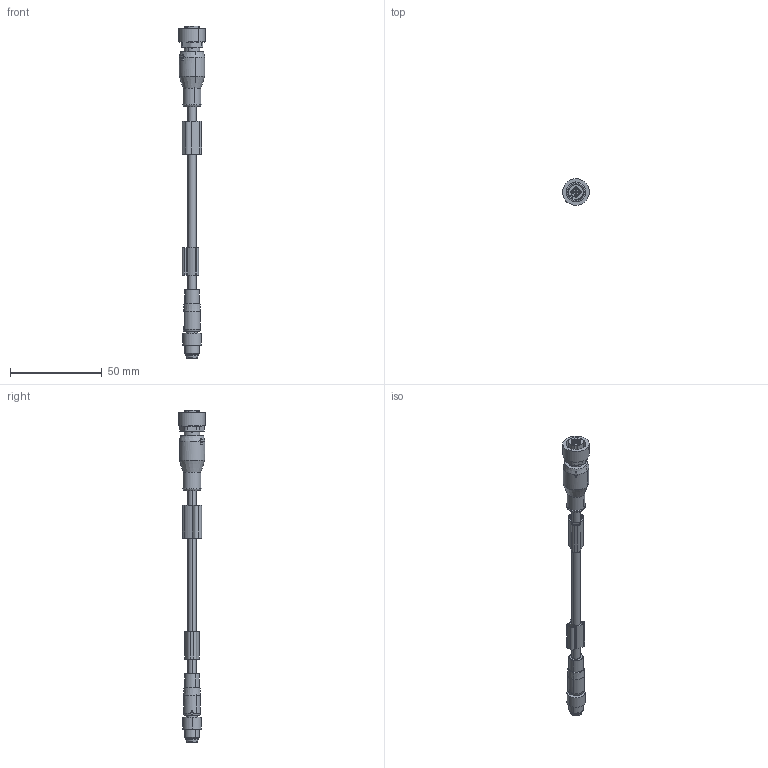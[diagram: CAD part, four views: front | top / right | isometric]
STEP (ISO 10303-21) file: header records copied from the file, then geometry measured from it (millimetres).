
FILE_DESCRIPTION(('CATIA V5 STEP Exchange','CAx-IF Rec.Pracs.--- Model Styling and Organization---1.5--- 2016-08-15','CAx-IF Rec.Pracs.---Supplemental Geometry---1.0---2011-11-01','CAx-IF Rec.Pracs.--- Composite Materials ---1.1---2010-07-15'),'2;1');
FILE_NAME ('151476-2_0', '2025-06-16T05:51:07+00:00', ('none'), ('Weidmueller'), 'CATIA Version 5-6 Release 2022 SP4 HF5', 'CATIA V5 STEP AP214 v3', 'none');
FILE_SCHEMA(('AUTOMOTIVE_DESIGN { 1 0 10303 214 1 1 1 1 }'));
Length unit declared in the file: millimetre
Products named in the file (1): 1937980000
Bounding box: 14.6 x 14.6 x 181.3 mm (x, y, z)
Volume: 9102.1 mm3; surface area: 8767.8 mm2
Topology: 1 solids, 20 shells, 551 faces, 1305 edges, 824 vertices
Faces by surface type: cylinder 230, plane 179, cone 87, torus 22, bspline 16, sphere 12, revolution 5
Entity records: 15812 total; most frequent: CARTESIAN_POINT 4016, ORIENTED_EDGE 2590, DIRECTION 1726, EDGE_CURVE 1295, AXIS2_PLACEMENT_3D 883, VERTEX_POINT 824, EDGE_LOOP 624, CIRCLE 577
